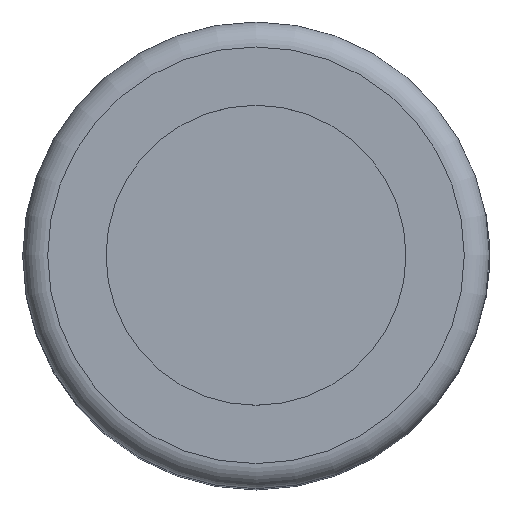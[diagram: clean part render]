
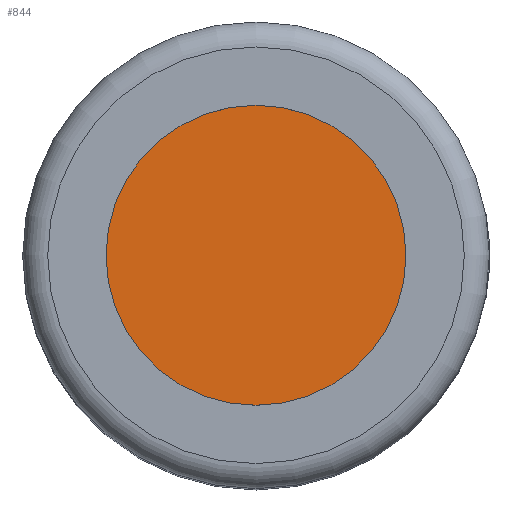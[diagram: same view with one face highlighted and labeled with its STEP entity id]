
A CAD part, top view. The second image highlights one B-rep face of the part: STEP entity #844.
In plain terms, the highlighted face is planar.
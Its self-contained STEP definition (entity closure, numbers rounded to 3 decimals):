
#774 = CYLINDRICAL_SURFACE('',#775,1.8);
#775 = AXIS2_PLACEMENT_3D('',#776,#777,#778);
#776 = CARTESIAN_POINT('',(0.,9.95,0.));
#777 = DIRECTION('',(0.,1.,0.));
#778 = DIRECTION('',(1.,0.,0.));
#789 = EDGE_CURVE('',#790,#790,#792,.T.);
#790 = VERTEX_POINT('',#791);
#791 = CARTESIAN_POINT('',(1.8,9.95,0.));
#792 = SURFACE_CURVE('',#793,(#798,#805),.PCURVE_S1.);
#793 = CIRCLE('',#794,1.8);
#794 = AXIS2_PLACEMENT_3D('',#795,#796,#797);
#795 = CARTESIAN_POINT('',(0.,9.95,0.));
#796 = DIRECTION('',(0.,-1.,0.));
#797 = DIRECTION('',(1.,0.,0.));
#798 = PCURVE('',#774,#799);
#799 = DEFINITIONAL_REPRESENTATION('',(#800),#804);
#800 = LINE('',#801,#802);
#801 = CARTESIAN_POINT('',(0.,0.));
#802 = VECTOR('',#803,1.);
#803 = DIRECTION('',(-1.,0.));
#804 = ( GEOMETRIC_REPRESENTATION_CONTEXT(2) 
PARAMETRIC_REPRESENTATION_CONTEXT() REPRESENTATION_CONTEXT('2D SPACE',''
  ) );
#805 = PCURVE('',#806,#811);
#806 = PLANE('',#807);
#807 = AXIS2_PLACEMENT_3D('',#808,#809,#810);
#808 = CARTESIAN_POINT('',(0.,9.95,0.));
#809 = DIRECTION('',(0.,1.,0.));
#810 = DIRECTION('',(-1.,0.,0.));
#811 = DEFINITIONAL_REPRESENTATION('',(#812),#820);
#812 = ( BOUNDED_CURVE() B_SPLINE_CURVE(2,(#813,#814,#815,#816,#817,#818
,#819),.UNSPECIFIED.,.F.,.F.) B_SPLINE_CURVE_WITH_KNOTS((1,2,2,2,2,1),(
    -2.094,0.,2.094,4.189,6.283,
8.378),.UNSPECIFIED.) CURVE() GEOMETRIC_REPRESENTATION_ITEM() 
RATIONAL_B_SPLINE_CURVE((1.,0.5,1.,0.5,1.,0.5,1.)) REPRESENTATION_ITEM(
  '') );
#813 = CARTESIAN_POINT('',(-1.8,0.));
#814 = CARTESIAN_POINT('',(-1.8,3.118));
#815 = CARTESIAN_POINT('',(0.9,1.559));
#816 = CARTESIAN_POINT('',(3.6,0.));
#817 = CARTESIAN_POINT('',(0.9,-1.559));
#818 = CARTESIAN_POINT('',(-1.8,-3.118));
#819 = CARTESIAN_POINT('',(-1.8,0.));
#820 = ( GEOMETRIC_REPRESENTATION_CONTEXT(2) 
PARAMETRIC_REPRESENTATION_CONTEXT() REPRESENTATION_CONTEXT('2D SPACE',''
  ) );
#844 = ADVANCED_FACE('',(#845),#806,.T.);
#845 = FACE_BOUND('',#846,.T.);
#846 = EDGE_LOOP('',(#847));
#847 = ORIENTED_EDGE('',*,*,#789,.F.);
